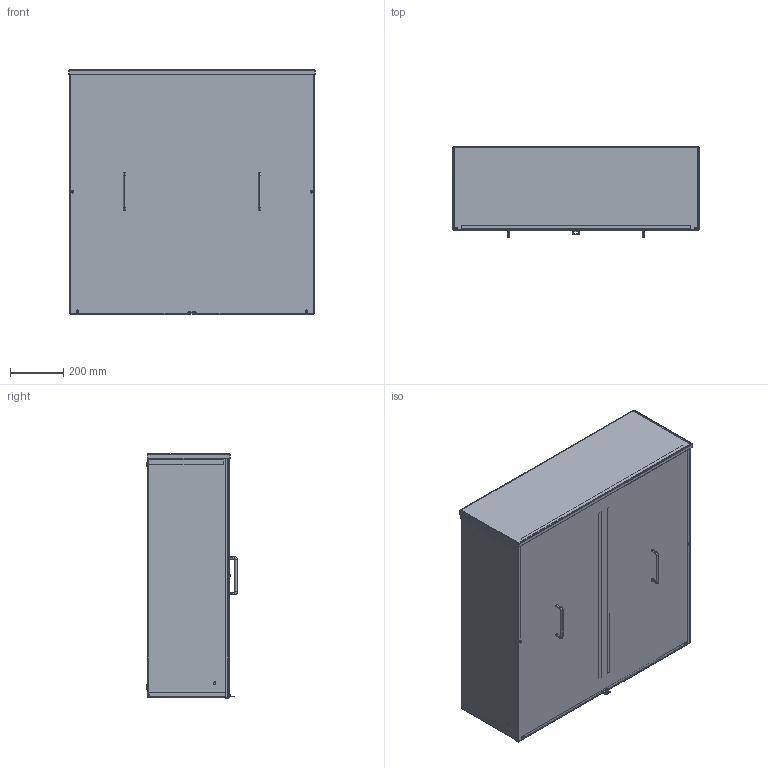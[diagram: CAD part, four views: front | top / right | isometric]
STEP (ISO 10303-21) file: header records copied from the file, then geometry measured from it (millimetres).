
FILE_DESCRIPTION (( 'STEP AP203' ), '1' );
FILE_NAME ('C3R363612SC_Default.step', '2019-11-12T22:56:27', ( '' ), ( '' ), 'SwSTEP 2.0', 'SolidWorks 2019', '' );
FILE_SCHEMA (( 'CONFIG_CONTROL_DESIGN' ));
Length unit declared in the file: inch
Products named in the file (1): C3R363612SC_Default
Bounding box: 927.58 x 342.35 x 917.83 mm (x, y, z)
Volume: 5625136.3 mm3; surface area: 6166416 mm2
Topology: 19 solids, 19 shells, 653 faces, 1619 edges, 1029 vertices
Faces by surface type: plane 342, cylinder 193, bspline 88, cone 30
Entity records: 22836 total; most frequent: CARTESIAN_POINT 7594, ORIENTED_EDGE 3234, DIRECTION 3065, EDGE_CURVE 1617, AXIS2_PLACEMENT_3D 1094, VERTEX_POINT 1029, LINE 877, VECTOR 877
